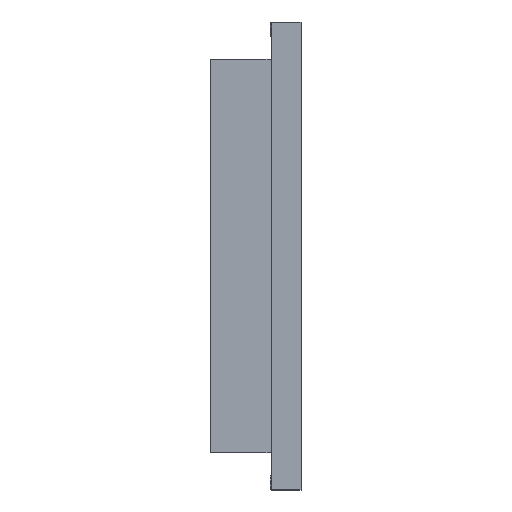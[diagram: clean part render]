
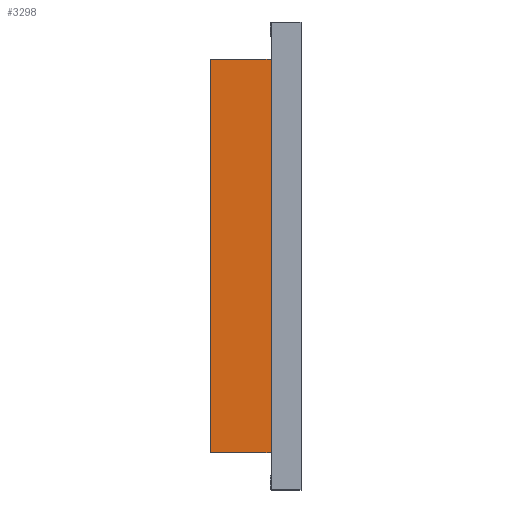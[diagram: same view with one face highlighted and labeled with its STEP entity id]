
A CAD part, left-side view. The second image highlights one B-rep face of the part: STEP entity #3298.
In plain terms, the highlighted planar face has unit normal (-1, 0, 0).
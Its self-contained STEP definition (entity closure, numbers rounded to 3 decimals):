
#398 = VERTEX_POINT ( 'NONE', #2850 ) ;
#424 = CARTESIAN_POINT ( 'NONE',  ( -17., 4.85, -10.5 ) ) ;
#582 = CARTESIAN_POINT ( 'NONE',  ( -17., 4.85, -10.5 ) ) ;
#794 = CARTESIAN_POINT ( 'NONE',  ( -17., 4.85, -10.5 ) ) ;
#990 = VERTEX_POINT ( 'NONE', #2019 ) ;
#1208 = CARTESIAN_POINT ( 'NONE',  ( -17., 4.85, 10.5 ) ) ;
#1331 = FACE_OUTER_BOUND ( 'NONE', #2709, .T. ) ;
#1495 = ORIENTED_EDGE ( 'NONE', *, *, #5137, .T. ) ;
#1619 = VECTOR ( 'NONE', #9714, 1000. ) ;
#2004 = VECTOR ( 'NONE', #3134, 1000. ) ;
#2019 = CARTESIAN_POINT ( 'NONE',  ( -17., 4.85, 10.5 ) ) ;
#2213 = DIRECTION ( 'NONE',  ( 0., -1., 0. ) ) ;
#2619 = EDGE_CURVE ( 'NONE', #6139, #398, #3441, .T. ) ;
#2709 = EDGE_LOOP ( 'NONE', ( #4919, #7943, #8035, #1495 ) ) ;
#2826 = AXIS2_PLACEMENT_3D ( 'NONE', #424, #8901, #7859 ) ;
#2850 = CARTESIAN_POINT ( 'NONE',  ( -17., 1.6, 10.5 ) ) ;
#3134 = DIRECTION ( 'NONE',  ( 0., -1., 0. ) ) ;
#3298 = ADVANCED_FACE ( 'NONE', ( #1331 ), #8952, .F. ) ;
#3441 = LINE ( 'NONE', #8796, #9256 ) ;
#3681 = LINE ( 'NONE', #582, #5692 ) ;
#4919 = ORIENTED_EDGE ( 'NONE', *, *, #2619, .T. ) ;
#5137 = EDGE_CURVE ( 'NONE', #9212, #6139, #3681, .T. ) ;
#5522 = DIRECTION ( 'NONE',  ( 0., 0., 1. ) ) ;
#5692 = VECTOR ( 'NONE', #2213, 1000. ) ;
#6062 = LINE ( 'NONE', #1208, #2004 ) ;
#6139 = VERTEX_POINT ( 'NONE', #7886 ) ;
#6225 = EDGE_CURVE ( 'NONE', #990, #398, #6062, .T. ) ;
#6926 = EDGE_CURVE ( 'NONE', #9212, #990, #7660, .T. ) ;
#7660 = LINE ( 'NONE', #8942, #1619 ) ;
#7859 = DIRECTION ( 'NONE',  ( 0., 0., -1. ) ) ;
#7886 = CARTESIAN_POINT ( 'NONE',  ( -17., 1.6, -10.5 ) ) ;
#7943 = ORIENTED_EDGE ( 'NONE', *, *, #6225, .F. ) ;
#8035 = ORIENTED_EDGE ( 'NONE', *, *, #6926, .F. ) ;
#8796 = CARTESIAN_POINT ( 'NONE',  ( -17., 1.6, -10.5 ) ) ;
#8901 = DIRECTION ( 'NONE',  ( 1., 0., 0. ) ) ;
#8942 = CARTESIAN_POINT ( 'NONE',  ( -17., 4.85, -10.5 ) ) ;
#8952 = PLANE ( 'NONE',  #2826 ) ;
#9212 = VERTEX_POINT ( 'NONE', #794 ) ;
#9256 = VECTOR ( 'NONE', #5522, 1000. ) ;
#9714 = DIRECTION ( 'NONE',  ( 0., 0., 1. ) ) ;
